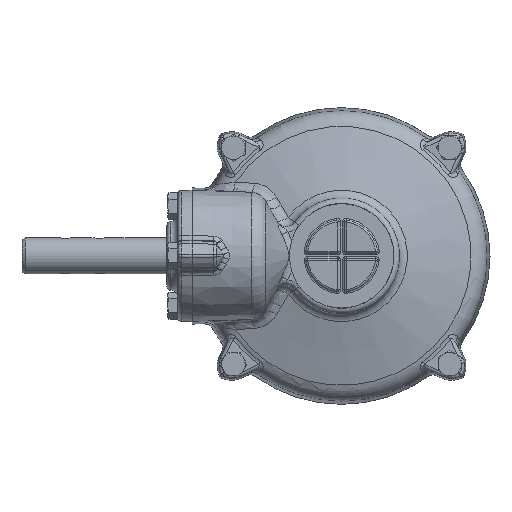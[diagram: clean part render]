
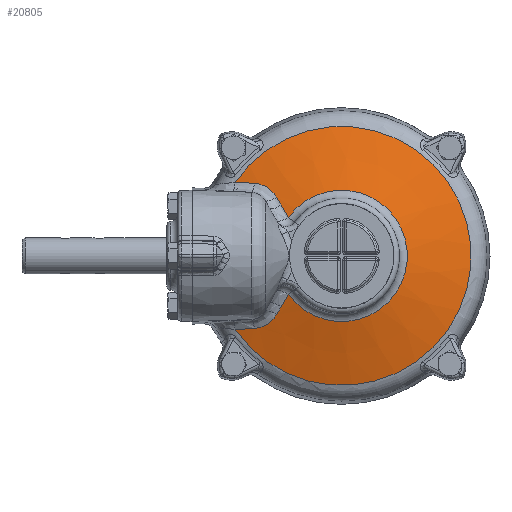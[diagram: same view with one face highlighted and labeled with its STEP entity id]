
A CAD part, top view. The second image highlights one B-rep face of the part: STEP entity #20805.
In plain terms, the highlighted conical face has half-angle 74.208 degrees and reference radius 0 mm.
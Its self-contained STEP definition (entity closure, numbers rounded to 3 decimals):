
#1710=B_SPLINE_CURVE_WITH_KNOTS('',3,(#39778,#39779,#39780,#39781,#39782,
#39783,#39784),.UNSPECIFIED.,.F.,.F.,(4,1,1,1,4),(0.,0.004,
0.008,0.012,0.016),
 .UNSPECIFIED.);
#1711=B_SPLINE_CURVE_WITH_KNOTS('',3,(#39787,#39788,#39789,#39790),
 .UNSPECIFIED.,.F.,.F.,(4,4),(0.,1.),.UNSPECIFIED.);
#1712=B_SPLINE_CURVE_WITH_KNOTS('',3,(#39792,#39793,#39794,#39795),
 .UNSPECIFIED.,.F.,.F.,(4,4),(0.,0.008),.UNSPECIFIED.);
#1713=B_SPLINE_CURVE_WITH_KNOTS('',3,(#39799,#39800,#39801,#39802),
 .UNSPECIFIED.,.F.,.F.,(4,4),(0.,0.008),.UNSPECIFIED.);
#1714=B_SPLINE_CURVE_WITH_KNOTS('',3,(#39804,#39805,#39806,#39807),
 .UNSPECIFIED.,.F.,.F.,(4,4),(0.,1.),.UNSPECIFIED.);
#1715=B_SPLINE_CURVE_WITH_KNOTS('',3,(#39809,#39810,#39811,#39812,#39813,
#39814,#39815,#39816),.UNSPECIFIED.,.F.,.F.,(4,1,1,1,1,4),(0.,0.004,
0.008,0.01,0.012,0.016),
 .UNSPECIFIED.);
#1716=B_SPLINE_CURVE_WITH_KNOTS('',3,(#39818,#39819,#39820,#39821),
 .UNSPECIFIED.,.F.,.F.,(4,4),(0.,0.011),.UNSPECIFIED.);
#1717=B_SPLINE_CURVE_WITH_KNOTS('',3,(#39825,#39826,#39827,#39828),
 .UNSPECIFIED.,.F.,.F.,(4,4),(0.,0.011),.UNSPECIFIED.);
#2030=CONICAL_SURFACE('',#22582,0.,1.295);
#5247=ORIENTED_EDGE('',*,*,#7991,.T.);
#5248=ORIENTED_EDGE('',*,*,#7992,.T.);
#5249=ORIENTED_EDGE('',*,*,#7993,.T.);
#5250=ORIENTED_EDGE('',*,*,#7994,.T.);
#5251=ORIENTED_EDGE('',*,*,#7995,.T.);
#5252=ORIENTED_EDGE('',*,*,#7996,.T.);
#5253=ORIENTED_EDGE('',*,*,#7997,.T.);
#5254=ORIENTED_EDGE('',*,*,#7998,.T.);
#5255=ORIENTED_EDGE('',*,*,#7999,.T.);
#5256=ORIENTED_EDGE('',*,*,#8000,.T.);
#7991=EDGE_CURVE('',#9523,#9524,#1710,.T.);
#7992=EDGE_CURVE('',#9524,#9525,#1711,.T.);
#7993=EDGE_CURVE('',#9525,#9526,#1712,.T.);
#7994=EDGE_CURVE('',#9526,#9527,#10573,.T.);
#7995=EDGE_CURVE('',#9527,#9528,#1713,.T.);
#7996=EDGE_CURVE('',#9528,#9529,#1714,.T.);
#7997=EDGE_CURVE('',#9529,#9530,#1715,.T.);
#7998=EDGE_CURVE('',#9530,#9531,#1716,.T.);
#7999=EDGE_CURVE('',#9531,#9532,#10574,.T.);
#8000=EDGE_CURVE('',#9532,#9523,#1717,.T.);
#9523=VERTEX_POINT('',#39785);
#9524=VERTEX_POINT('',#39786);
#9525=VERTEX_POINT('',#39791);
#9526=VERTEX_POINT('',#39796);
#9527=VERTEX_POINT('',#39798);
#9528=VERTEX_POINT('',#39803);
#9529=VERTEX_POINT('',#39808);
#9530=VERTEX_POINT('',#39817);
#9531=VERTEX_POINT('',#39822);
#9532=VERTEX_POINT('',#39824);
#10573=CIRCLE('',#22583,36.472);
#10574=CIRCLE('',#22584,71.903);
#11767=EDGE_LOOP('',(#5247,#5248,#5249,#5250,#5251,#5252,#5253,#5254,#5255,
#5256));
#13068=FACE_BOUND('',#11767,.T.);
#20805=ADVANCED_FACE('',(#13068),#2030,.T.);
#22582=AXIS2_PLACEMENT_3D('',#39777,#26349,#26350);
#22583=AXIS2_PLACEMENT_3D('',#39797,#26351,#26352);
#22584=AXIS2_PLACEMENT_3D('',#39823,#26353,#26354);
#26349=DIRECTION('',(0.,0.,-1.));
#26350=DIRECTION('',(-1.,0.,0.));
#26351=DIRECTION('',(0.,0.,-1.));
#26352=DIRECTION('',(-1.,0.,0.));
#26353=DIRECTION('',(0.,0.,1.));
#26354=DIRECTION('',(1.,0.,0.));
#39777=CARTESIAN_POINT('',(0.,0.,78.151));
#39778=CARTESIAN_POINT('',(-48.52,40.305,60.311));
#39779=CARTESIAN_POINT('',(-47.23,40.234,60.605));
#39780=CARTESIAN_POINT('',(-44.73,39.764,61.226));
#39781=CARTESIAN_POINT('',(-41.243,38.146,62.262));
#39782=CARTESIAN_POINT('',(-38.274,35.734,63.341));
#39783=CARTESIAN_POINT('',(-36.742,33.72,64.047));
#39784=CARTESIAN_POINT('',(-36.098,32.615,64.391));
#39785=CARTESIAN_POINT('',(-48.52,40.305,60.311));
#39786=CARTESIAN_POINT('',(-36.098,32.615,64.391));
#39787=CARTESIAN_POINT('',(-36.098,32.615,64.391));
#39788=CARTESIAN_POINT('',(-35.247,31.157,64.847));
#39789=CARTESIAN_POINT('',(-34.394,29.7,65.3));
#39790=CARTESIAN_POINT('',(-33.54,28.244,65.749));
#39791=CARTESIAN_POINT('',(-33.54,28.244,65.749));
#39792=CARTESIAN_POINT('',(-33.54,28.244,65.749));
#39793=CARTESIAN_POINT('',(-32.202,25.961,66.455));
#39794=CARTESIAN_POINT('',(-30.87,23.672,67.153));
#39795=CARTESIAN_POINT('',(-29.556,21.369,67.836));
#39796=CARTESIAN_POINT('',(-29.556,21.369,67.836));
#39797=CARTESIAN_POINT('',(0.,0.,67.836));
#39798=CARTESIAN_POINT('',(-29.556,-21.369,67.836));
#39799=CARTESIAN_POINT('',(-29.556,-21.369,67.836));
#39800=CARTESIAN_POINT('',(-30.87,-23.672,67.153));
#39801=CARTESIAN_POINT('',(-32.202,-25.961,66.455));
#39802=CARTESIAN_POINT('',(-33.54,-28.244,65.749));
#39803=CARTESIAN_POINT('',(-33.54,-28.244,65.749));
#39804=CARTESIAN_POINT('',(-33.54,-28.244,65.749));
#39805=CARTESIAN_POINT('',(-34.394,-29.7,65.3));
#39806=CARTESIAN_POINT('',(-35.247,-31.157,64.847));
#39807=CARTESIAN_POINT('',(-36.098,-32.615,64.391));
#39808=CARTESIAN_POINT('',(-36.098,-32.615,64.391));
#39809=CARTESIAN_POINT('',(-36.098,-32.615,64.391));
#39810=CARTESIAN_POINT('',(-36.742,-33.72,64.047));
#39811=CARTESIAN_POINT('',(-38.264,-35.726,63.345));
#39812=CARTESIAN_POINT('',(-40.754,-37.745,62.441));
#39813=CARTESIAN_POINT('',(-42.963,-38.945,61.751));
#39814=CARTESIAN_POINT('',(-45.353,-39.882,61.071));
#39815=CARTESIAN_POINT('',(-47.23,-40.234,60.605));
#39816=CARTESIAN_POINT('',(-48.52,-40.305,60.311));
#39817=CARTESIAN_POINT('',(-48.52,-40.305,60.311));
#39818=CARTESIAN_POINT('',(-48.52,-40.305,60.311));
#39819=CARTESIAN_POINT('',(-52.069,-40.5,59.504));
#39820=CARTESIAN_POINT('',(-55.612,-40.692,58.668));
#39821=CARTESIAN_POINT('',(-59.15,-40.881,57.815));
#39822=CARTESIAN_POINT('',(-59.15,-40.881,57.815));
#39823=CARTESIAN_POINT('',(0.,0.,57.815));
#39824=CARTESIAN_POINT('',(-59.15,40.881,57.815));
#39825=CARTESIAN_POINT('',(-59.15,40.881,57.815));
#39826=CARTESIAN_POINT('',(-55.612,40.692,58.668));
#39827=CARTESIAN_POINT('',(-52.069,40.5,59.504));
#39828=CARTESIAN_POINT('',(-48.52,40.305,60.311));
